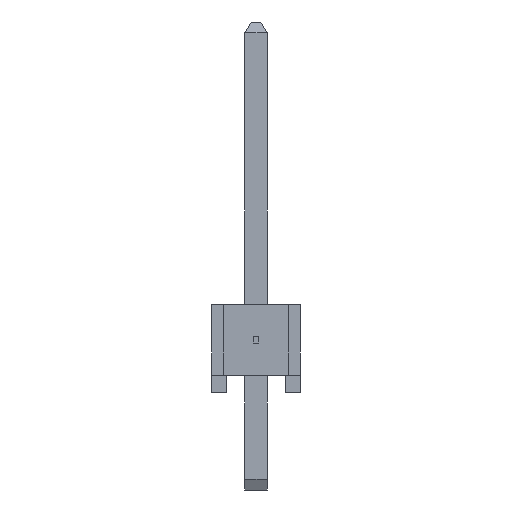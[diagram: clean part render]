
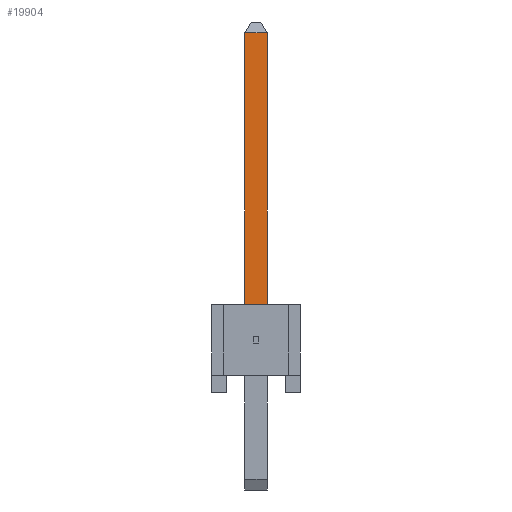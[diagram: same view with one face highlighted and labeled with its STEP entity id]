
A CAD part, left-side view. The second image highlights one B-rep face of the part: STEP entity #19904.
In plain terms, the highlighted planar face has unit normal (-1, 0, 0).
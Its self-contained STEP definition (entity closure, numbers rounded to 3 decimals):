
#19904 = ADVANCED_FACE('',(#19905),#19939,.F.);
#19905 = FACE_BOUND('',#19906,.T.);
#19906 = EDGE_LOOP('',(#19907,#19917,#19925,#19933));
#19907 = ORIENTED_EDGE('',*,*,#19908,.T.);
#19908 = EDGE_CURVE('',#19909,#19911,#19913,.T.);
#19909 = VERTEX_POINT('',#19910);
#19910 = CARTESIAN_POINT('',(-19.368,13.157,0.318));
#19911 = VERTEX_POINT('',#19912);
#19912 = CARTESIAN_POINT('',(-19.368,13.157,-0.318));
#19913 = LINE('',#19914,#19915);
#19914 = CARTESIAN_POINT('',(-19.368,13.157,2.54));
#19915 = VECTOR('',#19916,1.);
#19916 = DIRECTION('',(0.,0.,-1.));
#19917 = ORIENTED_EDGE('',*,*,#19918,.T.);
#19918 = EDGE_CURVE('',#19911,#19919,#19921,.T.);
#19919 = VERTEX_POINT('',#19920);
#19920 = CARTESIAN_POINT('',(-19.368,4.191,-0.318));
#19921 = LINE('',#19922,#19923);
#19922 = CARTESIAN_POINT('',(-19.368,13.462,-0.318));
#19923 = VECTOR('',#19924,1.);
#19924 = DIRECTION('',(0.,-1.,0.));
#19925 = ORIENTED_EDGE('',*,*,#19926,.F.);
#19926 = EDGE_CURVE('',#19927,#19919,#19929,.T.);
#19927 = VERTEX_POINT('',#19928);
#19928 = CARTESIAN_POINT('',(-19.368,4.191,0.318));
#19929 = LINE('',#19930,#19931);
#19930 = CARTESIAN_POINT('',(-19.368,4.191,0.318));
#19931 = VECTOR('',#19932,1.);
#19932 = DIRECTION('',(0.,0.,-1.));
#19933 = ORIENTED_EDGE('',*,*,#19934,.F.);
#19934 = EDGE_CURVE('',#19909,#19927,#19935,.T.);
#19935 = LINE('',#19936,#19937);
#19936 = CARTESIAN_POINT('',(-19.368,13.462,0.318));
#19937 = VECTOR('',#19938,1.);
#19938 = DIRECTION('',(0.,-1.,0.));
#19939 = PLANE('',#19940);
#19940 = AXIS2_PLACEMENT_3D('',#19941,#19942,#19943);
#19941 = CARTESIAN_POINT('',(-19.368,13.462,0.318));
#19942 = DIRECTION('',(1.,0.,0.));
#19943 = DIRECTION('',(0.,0.,-1.));
